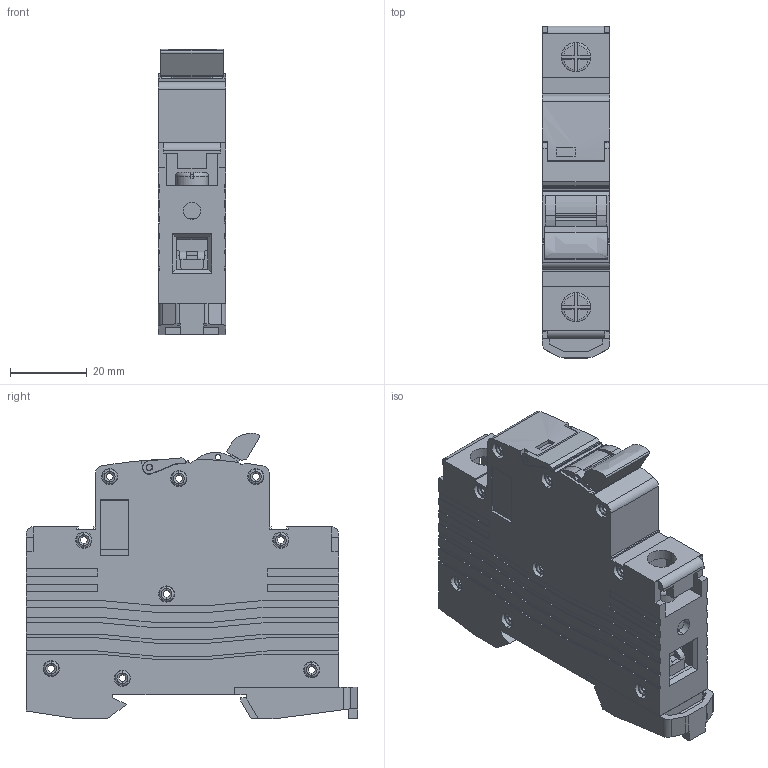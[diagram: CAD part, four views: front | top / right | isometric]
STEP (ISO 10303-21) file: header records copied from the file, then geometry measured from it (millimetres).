
FILE_DESCRIPTION (( 'STEP AP214' ), '1' );
FILE_NAME ('Âûêëþ÷àòåëü àâòîìàòè÷åñêèé AV-6 1P 10A (C) 6êÀ EKF AVERES (mcb6-1-10C-av).STEP', '2023-09-15T06:33:24', ( '' ), ( '' ), 'SwSTEP 2.0', 'SolidWorks 2021', '' );
FILE_SCHEMA (( 'AUTOMOTIVE_DESIGN' ));
Length unit declared in the file: millimetre
Products named in the file (1): Âûêëþ÷àòåëü àâòîìàòè÷åñêèé AV-6 1P 10A (C) 6êÀ EKF AVERES (mcb6-1-10C-av)
Bounding box: 17.5 x 86.2 x 74.18 mm (x, y, z)
Volume: 73161.6 mm3; surface area: 24876.1 mm2
Topology: 30 solids, 30 shells, 771 faces, 1908 edges, 1202 vertices
Faces by surface type: plane 460, cylinder 234, torus 76, bspline 1
Entity records: 23652 total; most frequent: CARTESIAN_POINT 4111, DIRECTION 4016, ORIENTED_EDGE 3816, EDGE_CURVE 1908, AXIS2_PLACEMENT_3D 1373, VECTOR 1270, LINE 1270, VERTEX_POINT 1202
